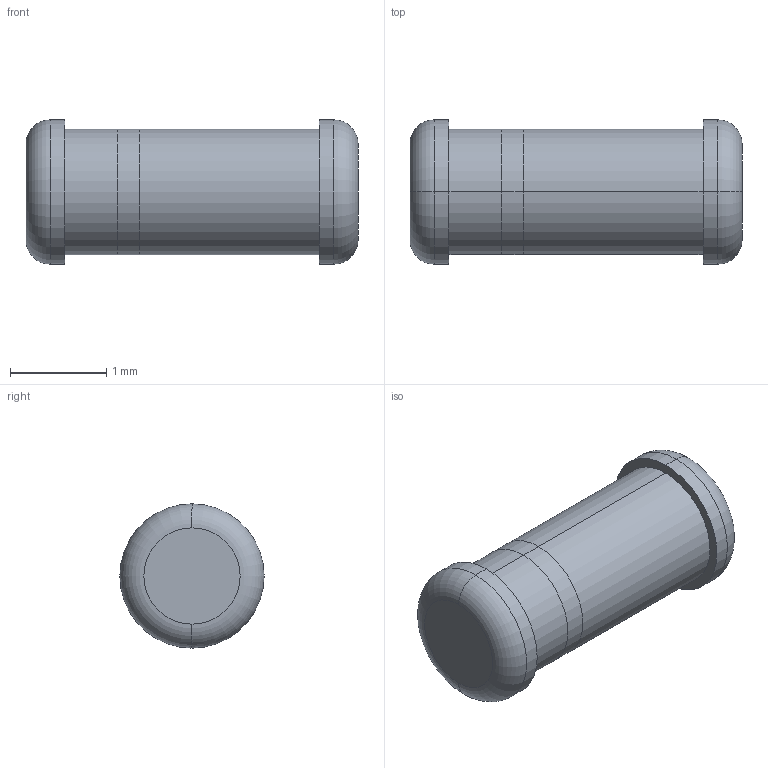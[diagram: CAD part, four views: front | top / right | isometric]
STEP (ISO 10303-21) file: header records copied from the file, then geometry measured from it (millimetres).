
FILE_DESCRIPTION (( 'STEP AP214' ), '1' );
FILE_NAME ('LL4148.STEP', '2020-04-10T16:47:30', ( '' ), ( '' ), 'SwSTEP 2.0', 'SolidWorks 2017', '' );
FILE_SCHEMA (( 'AUTOMOTIVE_DESIGN' ));
Length unit declared in the file: millimetre
Products named in the file (1): LL4148
Bounding box: 3.45 x 1.5 x 1.5 mm (x, y, z)
Volume: 4.8 mm3; surface area: 28.6 mm2
Topology: 5 solids, 5 shells, 24 faces, 38 edges, 24 vertices
Faces by surface type: cylinder 10, plane 10, torus 4
Entity records: 628 total; most frequent: DIRECTION 116, CARTESIAN_POINT 87, ORIENTED_EDGE 76, AXIS2_PLACEMENT_3D 53, EDGE_CURVE 38, CIRCLE 28, ADVANCED_FACE 24, FACE_OUTER_BOUND 24
